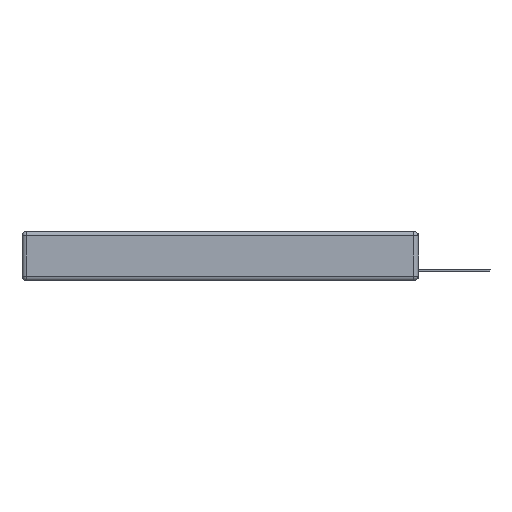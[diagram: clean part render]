
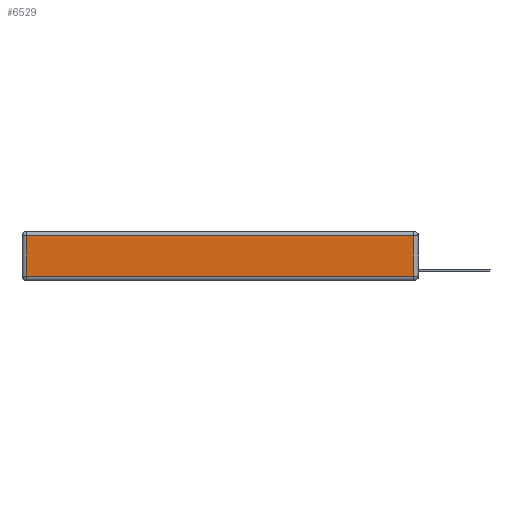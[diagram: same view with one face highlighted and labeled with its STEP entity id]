
A CAD part, left-side view. The second image highlights one B-rep face of the part: STEP entity #6529.
In plain terms, the highlighted planar face has unit normal (-1, 0, 0).
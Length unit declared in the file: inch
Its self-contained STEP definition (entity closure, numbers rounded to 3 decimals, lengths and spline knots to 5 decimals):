
#1266 = LINE ( 'NONE', #6877, #2307 ) ;
#1866 = VERTEX_POINT ( 'NONE', #7690 ) ;
#1995 = DIRECTION ( 'NONE',  ( 0., 0., -1. ) ) ;
#2277 = EDGE_LOOP ( 'NONE', ( #5773, #16919, #6009, #10530 ) ) ;
#2307 = VECTOR ( 'NONE', #8350, 39.37008 ) ;
#2361 = VECTOR ( 'NONE', #10934, 39.37008 ) ;
#2731 = CARTESIAN_POINT ( 'NONE',  ( 0., 0.03, -0.313 ) ) ;
#3214 = EDGE_CURVE ( 'NONE', #13190, #5975, #15085, .T. ) ;
#3604 = CARTESIAN_POINT ( 'NONE',  ( 0., 2.75, -0.03 ) ) ;
#4258 = DIRECTION ( 'NONE',  ( 0., 0., 1. ) ) ;
#4434 = CARTESIAN_POINT ( 'NONE',  ( 0., 0., -0.343 ) ) ;
#5059 = EDGE_CURVE ( 'NONE', #16324, #13190, #1266, .T. ) ;
#5327 = CARTESIAN_POINT ( 'NONE',  ( 0., 0.03, -0.343 ) ) ;
#5637 = PLANE ( 'NONE',  #10866 ) ;
#5773 = ORIENTED_EDGE ( 'NONE', *, *, #5059, .T. ) ;
#5975 = VERTEX_POINT ( 'NONE', #17056 ) ;
#6009 = ORIENTED_EDGE ( 'NONE', *, *, #17780, .T. ) ;
#6529 = ADVANCED_FACE ( 'NONE', ( #14263 ), #5637, .T. ) ;
#6877 = CARTESIAN_POINT ( 'NONE',  ( 0., 0., -0.313 ) ) ;
#7663 = CARTESIAN_POINT ( 'NONE',  ( 0., 2.72, -0.313 ) ) ;
#7690 = CARTESIAN_POINT ( 'NONE',  ( 0., 2.72, -0.03 ) ) ;
#8350 = DIRECTION ( 'NONE',  ( 0., -1., 0. ) ) ;
#9328 = DIRECTION ( 'NONE',  ( 0., 1., 0. ) ) ;
#10100 = LINE ( 'NONE', #15786, #10319 ) ;
#10319 = VECTOR ( 'NONE', #1995, 39.37008 ) ;
#10530 = ORIENTED_EDGE ( 'NONE', *, *, #11519, .T. ) ;
#10866 = AXIS2_PLACEMENT_3D ( 'NONE', #4434, #16867, #4258 ) ;
#10934 = DIRECTION ( 'NONE',  ( 0., 0., 1. ) ) ;
#11519 = EDGE_CURVE ( 'NONE', #1866, #16324, #10100, .T. ) ;
#12084 = LINE ( 'NONE', #3604, #14563 ) ;
#13190 = VERTEX_POINT ( 'NONE', #2731 ) ;
#14263 = FACE_OUTER_BOUND ( 'NONE', #2277, .T. ) ;
#14563 = VECTOR ( 'NONE', #9328, 39.37008 ) ;
#15085 = LINE ( 'NONE', #5327, #2361 ) ;
#15786 = CARTESIAN_POINT ( 'NONE',  ( 0., 2.72, -0.343 ) ) ;
#16324 = VERTEX_POINT ( 'NONE', #7663 ) ;
#16867 = DIRECTION ( 'NONE',  ( -1., 0., 0. ) ) ;
#16919 = ORIENTED_EDGE ( 'NONE', *, *, #3214, .T. ) ;
#17056 = CARTESIAN_POINT ( 'NONE',  ( 0., 0.03, -0.03 ) ) ;
#17780 = EDGE_CURVE ( 'NONE', #5975, #1866, #12084, .T. ) ;
